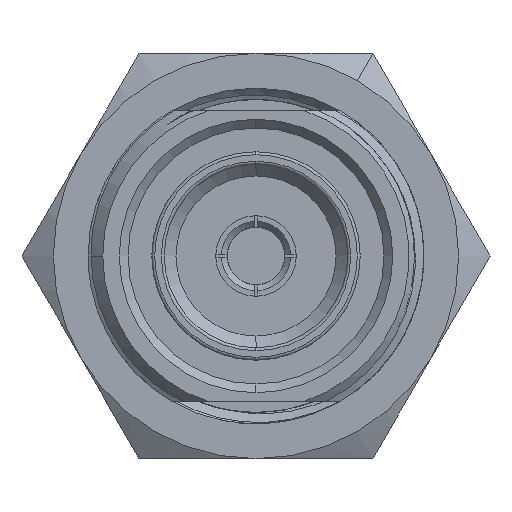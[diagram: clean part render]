
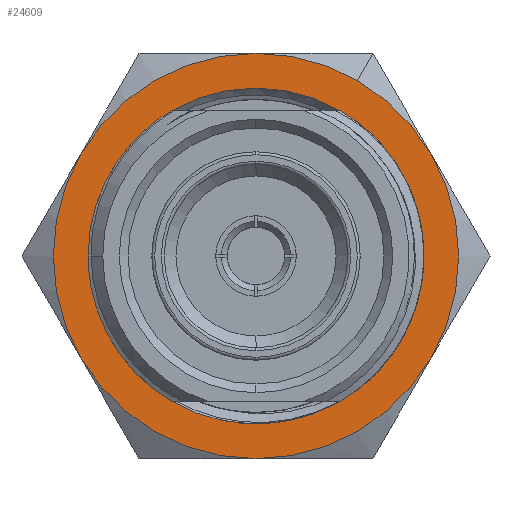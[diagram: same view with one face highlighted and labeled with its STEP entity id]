
A CAD part, left-side view. The second image highlights one B-rep face of the part: STEP entity #24609.
In plain terms, the highlighted planar face has unit normal (-1, 0, 0).
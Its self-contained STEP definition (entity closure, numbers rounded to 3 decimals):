
#77 = ORIENTED_EDGE ( 'NONE', *, *, #16762, .T. ) ;
#1125 = AXIS2_PLACEMENT_3D ( 'NONE', #15326, #4300, #33586 ) ;
#2133 = DIRECTION ( 'NONE',  ( -1., 0., 0. ) ) ;
#2720 = AXIS2_PLACEMENT_3D ( 'NONE', #37915, #2133, #19891 ) ;
#3326 = CARTESIAN_POINT ( 'NONE',  ( 11.571, 0., 0. ) ) ;
#3382 = ORIENTED_EDGE ( 'NONE', *, *, #43626, .T. ) ;
#4100 = CIRCLE ( 'NONE', #30160, 14.5 ) ;
#4300 = DIRECTION ( 'NONE',  ( -1., 0., 0. ) ) ;
#4894 = ORIENTED_EDGE ( 'NONE', *, *, #15167, .T. ) ;
#5706 = DIRECTION ( 'NONE',  ( 0., -0.5, 0.866 ) ) ;
#6381 = AXIS2_PLACEMENT_3D ( 'NONE', #7414, #22050, #36701 ) ;
#6481 = ORIENTED_EDGE ( 'NONE', *, *, #34014, .F. ) ;
#6683 = DIRECTION ( 'NONE',  ( 0., -0.5, 0.866 ) ) ;
#7414 = CARTESIAN_POINT ( 'NONE',  ( 11.571, 0., 0. ) ) ;
#8261 = AXIS2_PLACEMENT_3D ( 'NONE', #28302, #24218, #38883 ) ;
#10275 = DIRECTION ( 'NONE',  ( 0., -0.5, 0.866 ) ) ;
#11251 = CARTESIAN_POINT ( 'NONE',  ( 11.571, 0., 0. ) ) ;
#11376 = CARTESIAN_POINT ( 'NONE',  ( 11.571, 0., -17.5 ) ) ;
#11442 = VERTEX_POINT ( 'NONE', #29251 ) ;
#11449 = EDGE_CURVE ( 'NONE', #23786, #32257, #21793, .T. ) ;
#11469 = CARTESIAN_POINT ( 'NONE',  ( 11.571, 0., 0. ) ) ;
#12222 = DIRECTION ( 'NONE',  ( 0., -0.5, 0.866 ) ) ;
#13203 = DIRECTION ( 'NONE',  ( 0., -0.5, 0.866 ) ) ;
#13809 = PLANE ( 'NONE',  #34756 ) ;
#13978 = VERTEX_POINT ( 'NONE', #11376 ) ;
#14150 = DIRECTION ( 'NONE',  ( 0., -0.5, 0.866 ) ) ;
#15167 = EDGE_CURVE ( 'NONE', #32257, #24820, #20900, .T. ) ;
#15326 = CARTESIAN_POINT ( 'NONE',  ( 11.571, 0., 0. ) ) ;
#15603 = CIRCLE ( 'NONE', #27858, 17.5 ) ;
#15824 = FACE_OUTER_BOUND ( 'NONE', #16307, .T. ) ;
#16307 = EDGE_LOOP ( 'NONE', ( #27380, #30959, #36123, #4894, #37965, #29922, #6481 ) ) ;
#16381 = AXIS2_PLACEMENT_3D ( 'NONE', #11251, #40078, #14150 ) ;
#16762 = EDGE_CURVE ( 'NONE', #32701, #11442, #27898, .T. ) ;
#16803 = CARTESIAN_POINT ( 'NONE',  ( 11.571, 0., 0. ) ) ;
#17241 = DIRECTION ( 'NONE',  ( -1., 0., 0. ) ) ;
#17413 = CARTESIAN_POINT ( 'NONE',  ( 11.571, 15.155, -8.75 ) ) ;
#18469 = EDGE_LOOP ( 'NONE', ( #3382, #42576, #26478, #77 ) ) ;
#19057 = CARTESIAN_POINT ( 'NONE',  ( 11.571, 0., 17.5 ) ) ;
#19891 = DIRECTION ( 'NONE',  ( 0., -0.5, 0.866 ) ) ;
#19977 = CARTESIAN_POINT ( 'NONE',  ( 11.571, -10.222, -10.284 ) ) ;
#20208 = AXIS2_PLACEMENT_3D ( 'NONE', #28760, #17241, #6683 ) ;
#20340 = CARTESIAN_POINT ( 'NONE',  ( 11.571, 0., 0. ) ) ;
#20777 = CARTESIAN_POINT ( 'NONE',  ( 11.571, 20.207, 0. ) ) ;
#20900 = CIRCLE ( 'NONE', #43909, 17.5 ) ;
#20942 = VERTEX_POINT ( 'NONE', #38469 ) ;
#21793 = CIRCLE ( 'NONE', #1125, 17.5 ) ;
#22050 = DIRECTION ( 'NONE',  ( 1., 0., 0. ) ) ;
#22398 = CARTESIAN_POINT ( 'NONE',  ( 11.571, 0., 0. ) ) ;
#22474 = EDGE_CURVE ( 'NONE', #40890, #23786, #27094, .T. ) ;
#22480 = CIRCLE ( 'NONE', #6381, 14.5 ) ;
#23786 = VERTEX_POINT ( 'NONE', #19057 ) ;
#24218 = DIRECTION ( 'NONE',  ( 1., 0., 0. ) ) ;
#24609 = ADVANCED_FACE ( 'NONE', ( #15824, #45116 ), #13809, .F. ) ;
#24648 = CARTESIAN_POINT ( 'NONE',  ( 11.571, -7.25, 12.557 ) ) ;
#24820 = VERTEX_POINT ( 'NONE', #17413 ) ;
#26449 = EDGE_CURVE ( 'NONE', #24820, #13978, #34788, .T. ) ;
#26478 = ORIENTED_EDGE ( 'NONE', *, *, #44953, .T. ) ;
#26575 = DIRECTION ( 'NONE',  ( 0., -0.5, 0.866 ) ) ;
#27094 = CIRCLE ( 'NONE', #38592, 17.5 ) ;
#27380 = ORIENTED_EDGE ( 'NONE', *, *, #46191, .T. ) ;
#27858 = AXIS2_PLACEMENT_3D ( 'NONE', #16803, #39617, #13203 ) ;
#27898 = CIRCLE ( 'NONE', #16381, 14.5 ) ;
#28302 = CARTESIAN_POINT ( 'NONE',  ( 11.571, 0., 0. ) ) ;
#28760 = CARTESIAN_POINT ( 'NONE',  ( 11.571, 0., 0. ) ) ;
#28952 = CIRCLE ( 'NONE', #8261, 17.5 ) ;
#29251 = CARTESIAN_POINT ( 'NONE',  ( 11.571, -14.5, -0.043 ) ) ;
#29712 = DIRECTION ( 'NONE',  ( 1., 0., 0. ) ) ;
#29792 = VERTEX_POINT ( 'NONE', #40569 ) ;
#29922 = ORIENTED_EDGE ( 'NONE', *, *, #30311, .T. ) ;
#30077 = DIRECTION ( 'NONE',  ( -1., 0., 0. ) ) ;
#30160 = AXIS2_PLACEMENT_3D ( 'NONE', #20340, #38591, #5706 ) ;
#30311 = EDGE_CURVE ( 'NONE', #13978, #29792, #32630, .T. ) ;
#30867 = VERTEX_POINT ( 'NONE', #33854 ) ;
#30959 = ORIENTED_EDGE ( 'NONE', *, *, #22474, .T. ) ;
#32257 = VERTEX_POINT ( 'NONE', #42437 ) ;
#32630 = CIRCLE ( 'NONE', #2720, 17.5 ) ;
#32701 = VERTEX_POINT ( 'NONE', #24648 ) ;
#33413 = CARTESIAN_POINT ( 'NONE',  ( 11.571, -8.75, 15.155 ) ) ;
#33586 = DIRECTION ( 'NONE',  ( 0., -0.5, 0.866 ) ) ;
#33854 = CARTESIAN_POINT ( 'NONE',  ( 11.571, -15.155, 8.75 ) ) ;
#34014 = EDGE_CURVE ( 'NONE', #30867, #29792, #28952, .T. ) ;
#34756 = AXIS2_PLACEMENT_3D ( 'NONE', #20777, #39512, #12222 ) ;
#34788 = CIRCLE ( 'NONE', #20208, 17.5 ) ;
#36123 = ORIENTED_EDGE ( 'NONE', *, *, #11449, .T. ) ;
#36701 = DIRECTION ( 'NONE',  ( 0., -0.5, 0.866 ) ) ;
#37779 = VERTEX_POINT ( 'NONE', #19977 ) ;
#37915 = CARTESIAN_POINT ( 'NONE',  ( 11.571, 0., 0. ) ) ;
#37965 = ORIENTED_EDGE ( 'NONE', *, *, #26449, .T. ) ;
#38469 = CARTESIAN_POINT ( 'NONE',  ( 11.571, 7.25, -12.557 ) ) ;
#38591 = DIRECTION ( 'NONE',  ( 1., 0., 0. ) ) ;
#38592 = AXIS2_PLACEMENT_3D ( 'NONE', #22398, #30077, #45202 ) ;
#38883 = DIRECTION ( 'NONE',  ( 0., -0.5, 0.866 ) ) ;
#39512 = DIRECTION ( 'NONE',  ( 1., 0., 0. ) ) ;
#39617 = DIRECTION ( 'NONE',  ( -1., 0., 0. ) ) ;
#40078 = DIRECTION ( 'NONE',  ( 1., 0., 0. ) ) ;
#40569 = CARTESIAN_POINT ( 'NONE',  ( 11.571, -15.155, -8.75 ) ) ;
#40890 = VERTEX_POINT ( 'NONE', #33413 ) ;
#42437 = CARTESIAN_POINT ( 'NONE',  ( 11.571, 15.155, 8.75 ) ) ;
#42576 = ORIENTED_EDGE ( 'NONE', *, *, #44903, .T. ) ;
#42700 = DIRECTION ( 'NONE',  ( -1., 0., 0. ) ) ;
#43626 = EDGE_CURVE ( 'NONE', #11442, #37779, #44689, .T. ) ;
#43909 = AXIS2_PLACEMENT_3D ( 'NONE', #3326, #42700, #10275 ) ;
#44689 = CIRCLE ( 'NONE', #45439, 14.5 ) ;
#44903 = EDGE_CURVE ( 'NONE', #37779, #20942, #22480, .T. ) ;
#44953 = EDGE_CURVE ( 'NONE', #20942, #32701, #4100, .T. ) ;
#45116 = FACE_BOUND ( 'NONE', #18469, .T. ) ;
#45202 = DIRECTION ( 'NONE',  ( 0., -0.5, 0.866 ) ) ;
#45439 = AXIS2_PLACEMENT_3D ( 'NONE', #11469, #29712, #26575 ) ;
#46191 = EDGE_CURVE ( 'NONE', #30867, #40890, #15603, .T. ) ;
